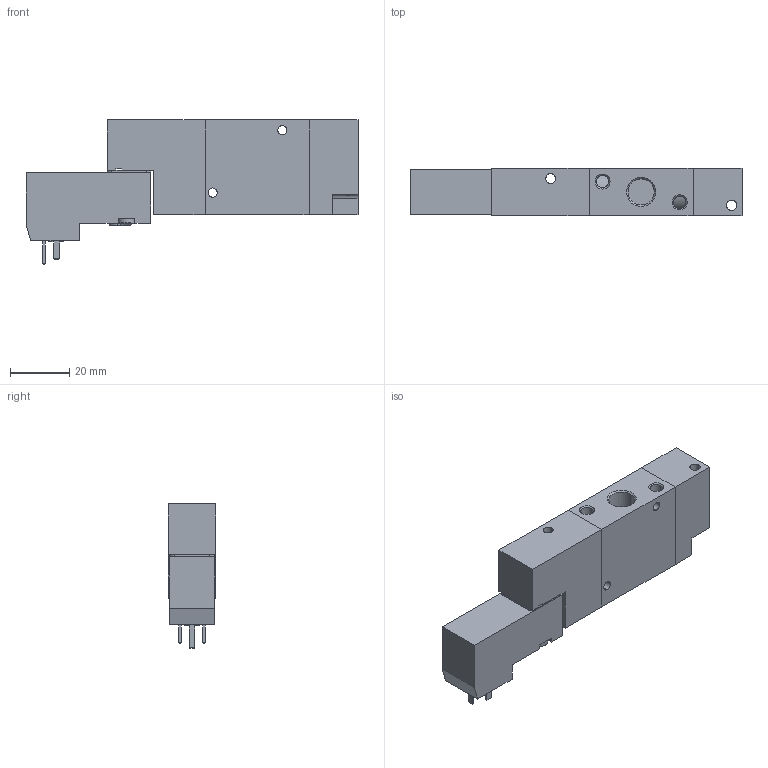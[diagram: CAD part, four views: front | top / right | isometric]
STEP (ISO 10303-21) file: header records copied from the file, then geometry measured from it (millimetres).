
FILE_DESCRIPTION (( 'STEP AP203' ), '1' );
FILE_NAME ('05.238.4..STEP', '2018-12-12T13:11:41', ( '' ), ( '' ), 'SwSTEP 2.0', 'SolidWorks 2016', '' );
FILE_SCHEMA (( 'CONFIG_CONTROL_DESIGN' ));
Length unit declared in the file: millimetre
Products named in the file (1): 05.238.4.
Bounding box: 111.9 x 16 x 48.6 mm (x, y, z)
Volume: 48824.8 mm3; surface area: 13942.7 mm2
Topology: 1 solids, 1 shells, 227 faces, 563 edges, 343 vertices
Faces by surface type: plane 136, cylinder 49, cone 32, sphere 6, torus 4
Entity records: 6934 total; most frequent: CARTESIAN_POINT 1404, DIRECTION 1179, ORIENTED_EDGE 1118, EDGE_CURVE 559, AXIS2_PLACEMENT_3D 424, VERTEX_POINT 343, VECTOR 331, LINE 331
